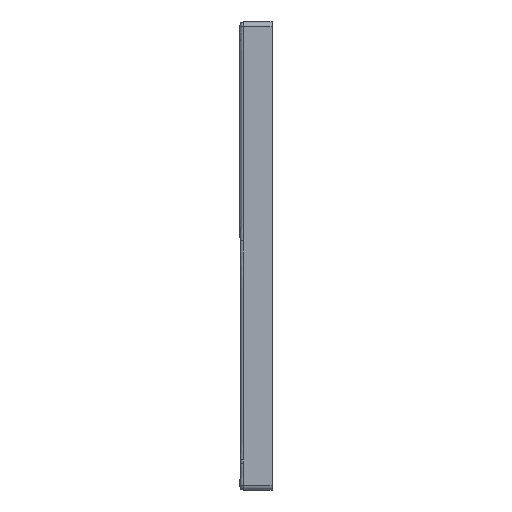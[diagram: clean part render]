
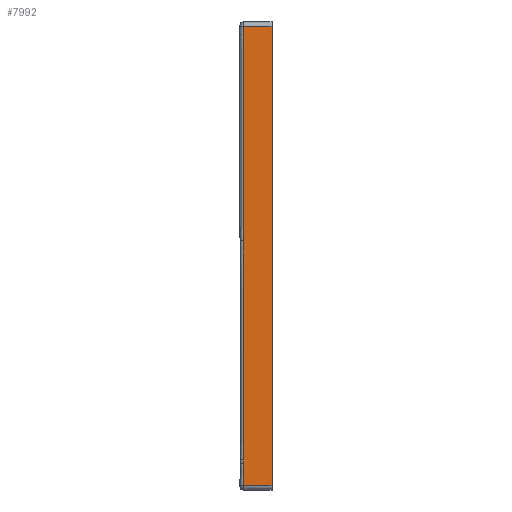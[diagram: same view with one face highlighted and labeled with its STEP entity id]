
A CAD part, left-side view. The second image highlights one B-rep face of the part: STEP entity #7992.
In plain terms, the highlighted planar face has unit normal (-1, 0, 0).
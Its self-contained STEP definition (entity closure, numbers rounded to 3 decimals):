
#1548=CARTESIAN_POINT('',(-500.,-5.166,45.));
#1549=CARTESIAN_POINT('',(-500.,-5.166,43.33));
#1550=CARTESIAN_POINT('',(-500.,-5.166,41.66));
#1551=CARTESIAN_POINT('',(-500.,-5.166,39.989));
#1553=CARTESIAN_POINT('',(-500.,-5.069,372.508));
#1554=CARTESIAN_POINT('',(-500.,-5.076,
353.61));
#1555=CARTESIAN_POINT('',(-500.,-5.089,
317.612));
#1556=CARTESIAN_POINT('',(-500.,-5.108,
269.289));
#1557=CARTESIAN_POINT('',(-500.,-5.125,
225.795));
#1558=CARTESIAN_POINT('',(-500.,-5.139,186.249));
#1559=CARTESIAN_POINT('',(-500.,-5.15,
151.287));
#1560=CARTESIAN_POINT('',(-500.,-5.158,
118.263));
#1561=CARTESIAN_POINT('',(-500.,-5.164,
84.027));
#1562=CARTESIAN_POINT('',(-500.,-5.166,
58.369));
#1563=CARTESIAN_POINT('',(-500.,-5.166,45.));
#1565=CARTESIAN_POINT('',(-500.,-5.,693.));
#1566=CARTESIAN_POINT('',(-500.,-5.,686.756));
#1567=CARTESIAN_POINT('',(-500.,-5.001,673.739));
#1568=CARTESIAN_POINT('',(-500.,-5.002,653.563));
#1569=CARTESIAN_POINT('',(-500.,-5.004,629.933));
#1570=CARTESIAN_POINT('',(-500.,-5.007,603.339));
#1571=CARTESIAN_POINT('',(-500.,-5.012,573.453));
#1572=CARTESIAN_POINT('',(-500.,-5.018,541.885));
#1573=CARTESIAN_POINT('',(-500.,-5.026,509.556));
#1574=CARTESIAN_POINT('',(-500.,-5.034,477.767));
#1575=CARTESIAN_POINT('',(-500.,-5.044,445.42));
#1576=CARTESIAN_POINT('',(-500.,-5.055,411.177));
#1577=CARTESIAN_POINT('',(-500.,-5.064,385.756));
#1578=CARTESIAN_POINT('',(-500.,-5.069,372.508));
#1580=DIRECTION('',(0.,-1.,0.));
#1581=VECTOR('',#1580,43.);
#1582=CARTESIAN_POINT('',(-500.,-5.,693.));
#1583=LINE('',#1582,#1581);
#1584=DIRECTION('',(0.,-1.,0.));
#1585=VECTOR('',#1584,42.971);
#1586=CARTESIAN_POINT('',(-500.,-5.029,7.));
#1587=LINE('',#1586,#1585);
#1588=CARTESIAN_POINT('',(-500.,-5.166,39.989));
#1589=CARTESIAN_POINT('',(-500.,-5.151,36.537));
#1590=CARTESIAN_POINT('',(-500.,-5.122,29.493));
#1591=CARTESIAN_POINT('',(-500.,-5.077,18.759));
#1592=CARTESIAN_POINT('',(-500.,-5.045,10.994));
#1593=CARTESIAN_POINT('',(-500.,-5.029,7.));
#2244=DIRECTION('',(0.,0.,1.));
#2245=VECTOR('',#2244,686.);
#2246=CARTESIAN_POINT('',(-500.,-48.,7.));
#2247=LINE('',#2246,#2245);
#4365=CARTESIAN_POINT('',(-500.,-48.,7.));
#4366=CARTESIAN_POINT('',(-500.,-48.,693.));
#4367=VERTEX_POINT('',#4365);
#4368=VERTEX_POINT('',#4366);
#4377=VERTEX_POINT('',#1548);
#4378=VERTEX_POINT('',#1551);
#4379=VERTEX_POINT('',#1553);
#4381=VERTEX_POINT('',#1565);
#4390=CARTESIAN_POINT('',(-500.,-5.029,7.));
#4391=VERTEX_POINT('',#4390);
#7973=CARTESIAN_POINT('',(-500.,0.,0.));
#7974=DIRECTION('',(-1.,0.,0.));
#7975=DIRECTION('',(0.,0.,1.));
#7976=AXIS2_PLACEMENT_3D('',#7973,#7974,#7975);
#7977=PLANE('',#7976);
#7978=ORIENTED_EDGE('',*,*,#7903,.F.);
#7979=ORIENTED_EDGE('',*,*,#7963,.F.);
#7981=ORIENTED_EDGE('',*,*,#7980,.F.);
#7983=ORIENTED_EDGE('',*,*,#7982,.T.);
#7985=ORIENTED_EDGE('',*,*,#7984,.F.);
#7987=ORIENTED_EDGE('',*,*,#7986,.F.);
#7989=ORIENTED_EDGE('',*,*,#7988,.F.);
#7990=EDGE_LOOP('',(#7978,#7979,#7981,#7983,#7985,#7987,#7989));
#7991=FACE_OUTER_BOUND('',#7990,.F.);
#7992=ADVANCED_FACE('',(#7991),#7977,.T.);
#1552=B_SPLINE_CURVE_WITH_KNOTS('',3,(#1548,#1549,#1550,#1551),.UNSPECIFIED.,
.F.,.F.,(4,4),(0.,1.),.UNSPECIFIED.);
#1564=B_SPLINE_CURVE_WITH_KNOTS('',3,(#1553,#1554,#1555,#1556,#1557,#1558,#1559,
#1560,#1561,#1562,#1563),.UNSPECIFIED.,.F.,.F.,(4,1,1,1,1,1,1,1,4),(0.,
0.125,0.25,0.375,0.5,0.625,0.75,0.875,1.),.UNSPECIFIED.);
#1579=B_SPLINE_CURVE_WITH_KNOTS('',3,(#1565,#1566,#1567,#1568,#1569,#1570,#1571,
#1572,#1573,#1574,#1575,#1576,#1577,#1578),.UNSPECIFIED.,.F.,.F.,(4,1,1,1,1,1,1,
1,1,1,1,4),(0.,0.091,0.182,0.273,
0.364,0.455,0.545,0.636,
0.727,0.818,0.909,1.),.UNSPECIFIED.);
#1594=B_SPLINE_CURVE_WITH_KNOTS('',3,(#1588,#1589,#1590,#1591,#1592,#1593),
.UNSPECIFIED.,.F.,.F.,(4,1,1,4),(0.,0.333,0.667,1.),
.UNSPECIFIED.);
#7903=EDGE_CURVE('',#4377,#4378,#1552,.T.);
#7963=EDGE_CURVE('',#4379,#4377,#1564,.T.);
#7980=EDGE_CURVE('',#4381,#4379,#1579,.T.);
#7982=EDGE_CURVE('',#4381,#4368,#1583,.T.);
#7984=EDGE_CURVE('',#4367,#4368,#2247,.T.);
#7986=EDGE_CURVE('',#4391,#4367,#1587,.T.);
#7988=EDGE_CURVE('',#4378,#4391,#1594,.T.);
